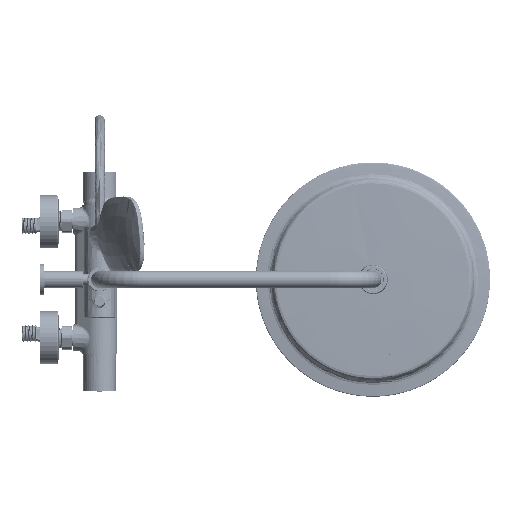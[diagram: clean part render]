
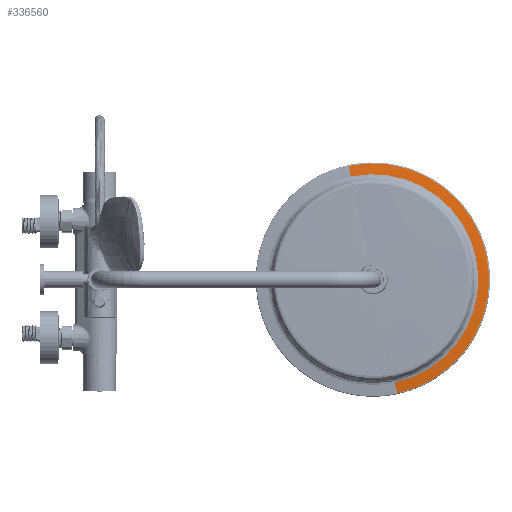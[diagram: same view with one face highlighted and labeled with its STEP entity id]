
A CAD part, front view. The second image highlights one B-rep face of the part: STEP entity #336560.
In plain terms, the highlighted free-form (B-spline) face has degree [3, 3] with [4, 7] control points.
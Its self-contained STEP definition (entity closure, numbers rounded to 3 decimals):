
#10831 = ORIENTED_EDGE ( 'NONE', *, *, #412302, .T. ) ;
#12281 = CARTESIAN_POINT ( 'NONE',  ( 350., -1077.776, 0. ) ) ;
#25218 = B_SPLINE_CURVE_WITH_KNOTS ( 'NONE', 3,
 ( #296605, #518020, #555034, #128819 ),
 .UNSPECIFIED., .F., .F.,
 ( 4, 4 ),
 ( 0., 1. ),
 .UNSPECIFIED. ) ;
#27324 = AXIS2_PLACEMENT_3D ( 'NONE', #12281, #358912, #225383 ) ;
#30033 = CARTESIAN_POINT ( 'NONE',  ( 321.846, -1079.153, 132.059 ) ) ;
#55637 = VERTEX_POINT ( 'NONE', #30033 ) ;
#56886 = EDGE_CURVE ( 'NONE', #498460, #117539, #254075, .T. ) ;
#60689 = CARTESIAN_POINT ( 'NONE',  ( 399.753, -1079.158, 148.582 ) ) ;
#65525 = DIRECTION ( 'NONE',  ( 0.978, 0., 0.209 ) ) ;
#80233 = CARTESIAN_POINT ( 'NONE',  ( 404.94, -1077.764, 164.074 ) ) ;
#84193 = EDGE_CURVE ( 'NONE', #117539, #55637, #104579, .T. ) ;
#103317 = CARTESIAN_POINT ( 'NONE',  ( 401.489, -1078.912, 153.768 ) ) ;
#104579 = CIRCLE ( 'NONE', #485425, 152.01 ) ;
#109011 = CARTESIAN_POINT ( 'NONE',  ( 378.154, -1079.153, -132.058 ) ) ;
#117539 = VERTEX_POINT ( 'NONE', #352712 ) ;
#125629 = CARTESIAN_POINT ( 'NONE',  ( 318.93, -1077.764, 145.737 ) ) ;
#128800 = DIRECTION ( 'NONE',  ( 0.204, 0., -0.979 ) ) ;
#128819 = CARTESIAN_POINT ( 'NONE',  ( 381.053, -1077.776, -145.656 ) ) ;
#144810 = ORIENTED_EDGE ( 'NONE', *, *, #84193, .T. ) ;
#145934 = CARTESIAN_POINT ( 'NONE',  ( 482.236, -1079.158, 26.891 ) ) ;
#151515 = CARTESIAN_POINT ( 'NONE',  ( 503.276, -1078.912, -52.936 ) ) ;
#154305 = CARTESIAN_POINT ( 'NONE',  ( 403.22, -1078.447, 158.935 ) ) ;
#159896 = CARTESIAN_POINT ( 'NONE',  ( 496.024, -1077.764, 29.695 ) ) ;
#168178 = ORIENTED_EDGE ( 'NONE', *, *, #234646, .F. ) ;
#184334 = ORIENTED_EDGE ( 'NONE', *, *, #56886, .T. ) ;
#185760 = CARTESIAN_POINT ( 'NONE',  ( 498.106, -1079.158, -51.151 ) ) ;
#190452 = EDGE_LOOP ( 'NONE', ( #184334, #144810, #168178, #10831 ) ) ;
#196932 = CARTESIAN_POINT ( 'NONE',  ( 319.903, -1078.447, 141.173 ) ) ;
#205315 = CARTESIAN_POINT ( 'NONE',  ( 461.067, -1078.447, -125.527 ) ) ;
#225383 = DIRECTION ( 'NONE',  ( 0.209, 0., -0.978 ) ) ;
#234646 = EDGE_CURVE ( 'NONE', #534930, #55637, #399403, .T. ) ;
#236830 = CARTESIAN_POINT ( 'NONE',  ( 486.851, -1078.912, 27.83 ) ) ;
#254075 = CIRCLE ( 'NONE', #27324, 148.929 ) ;
#276669 = CARTESIAN_POINT ( 'NONE',  ( 470.427, -1078.912, 108.596 ) ) ;
#289886 = CARTESIAN_POINT ( 'NONE',  ( 323.517, -927.355, 124.221 ) ) ;
#296605 = CARTESIAN_POINT ( 'NONE',  ( 378.154, -1079.153, -132.058 ) ) ;
#299038 = CARTESIAN_POINT ( 'NONE',  ( 377.43, -1078.447, -141.715 ) ) ;
#319258 = CARTESIAN_POINT ( 'NONE',  ( 320.882, -1078.912, 136.583 ) ) ;
#324832 = CARTESIAN_POINT ( 'NONE',  ( 457.456, -1078.912, -121.445 ) ) ;
#336004 = CARTESIAN_POINT ( 'NONE',  ( 378.317, -1077.764, -146.297 ) ) ;
#336560 = ADVANCED_FACE ( 'NONE', ( #361909 ), #379475, .F. ) ;
#352712 = CARTESIAN_POINT ( 'NONE',  ( 318.948, -1077.776, 145.656 ) ) ;
#358912 = DIRECTION ( 'NONE',  ( 0., -1., 0. ) ) ;
#361909 = FACE_OUTER_BOUND ( 'NONE', #190452, .T. ) ;
#379475 =( BOUNDED_SURFACE ( )  B_SPLINE_SURFACE ( 3, 3, ( 
 ( #535141, #60689, #455493, #145934, #185760, #412916, #540733 ),
 ( #319258, #103317, #276669, #236830, #151515, #324832, #498085 ),
 ( #196932, #154305, #514840, #503711, #421247, #205315, #299038 ),
 ( #125629, #80233, #461095, #159896, #384215, #469458, #336004 ) ),
 .UNSPECIFIED., .F., .F., .F. ) 
 B_SPLINE_SURFACE_WITH_KNOTS ( ( 4, 4 ),
 ( 4, 3, 4 ),
 ( 0., 1. ),
 ( 0., 0.5, 1. ),
 .UNSPECIFIED. ) 
 GEOMETRIC_REPRESENTATION_ITEM ( )  RATIONAL_B_SPLINE_SURFACE ( (
 ( 1., 0.803, 0.803, 1., 0.803, 0.803, 1.),
 ( 0.999, 0.802, 0.802, 0.999, 0.802, 0.802, 0.999),
 ( 0.999, 0.802, 0.802, 0.999, 0.802, 0.802, 0.999),
 ( 1., 0.803, 0.803, 1., 0.803, 0.803, 1.) ) ) 
 REPRESENTATION_ITEM ( '' )  SURFACE ( )  );
#384215 = CARTESIAN_POINT ( 'NONE',  ( 513.549, -1077.764, -56.484 ) ) ;
#390627 = CARTESIAN_POINT ( 'NONE',  ( 381.053, -1077.776, -145.656 ) ) ;
#399403 = CIRCLE ( 'NONE', #453725, 135.027 ) ;
#412302 = EDGE_CURVE ( 'NONE', #534930, #498460, #25218, .T. ) ;
#412916 = CARTESIAN_POINT ( 'NONE',  ( 453.832, -1079.158, -117.349 ) ) ;
#414937 = DIRECTION ( 'NONE',  ( -0.01, -0.999, 0.046 ) ) ;
#421247 = CARTESIAN_POINT ( 'NONE',  ( 508.427, -1078.447, -54.715 ) ) ;
#453725 = AXIS2_PLACEMENT_3D ( 'NONE', #523613, #557818, #128800 ) ;
#455493 = CARTESIAN_POINT ( 'NONE',  ( 466.365, -1079.158, 104.933 ) ) ;
#461095 = CARTESIAN_POINT ( 'NONE',  ( 478.498, -1077.764, 115.874 ) ) ;
#469458 = CARTESIAN_POINT ( 'NONE',  ( 464.658, -1077.764, -129.585 ) ) ;
#485425 = AXIS2_PLACEMENT_3D ( 'NONE', #289886, #65525, #414937 ) ;
#498085 = CARTESIAN_POINT ( 'NONE',  ( 376.539, -1078.912, -137.107 ) ) ;
#498460 = VERTEX_POINT ( 'NONE', #390627 ) ;
#503711 = CARTESIAN_POINT ( 'NONE',  ( 491.45, -1078.447, 28.765 ) ) ;
#514840 = CARTESIAN_POINT ( 'NONE',  ( 474.474, -1078.447, 112.245 ) ) ;
#518020 = CARTESIAN_POINT ( 'NONE',  ( 379.126, -1078.908, -136.608 ) ) ;
#523613 = CARTESIAN_POINT ( 'NONE',  ( 350., -1079.153, 0. ) ) ;
#534930 = VERTEX_POINT ( 'NONE', #109011 ) ;
#535141 = CARTESIAN_POINT ( 'NONE',  ( 321.864, -1079.158, 131.977 ) ) ;
#540733 = CARTESIAN_POINT ( 'NONE',  ( 375.644, -1079.158, -132.483 ) ) ;
#555034 = CARTESIAN_POINT ( 'NONE',  ( 380.095, -1078.448, -141.146 ) ) ;
#557818 = DIRECTION ( 'NONE',  ( 0., -1., 0. ) ) ;
